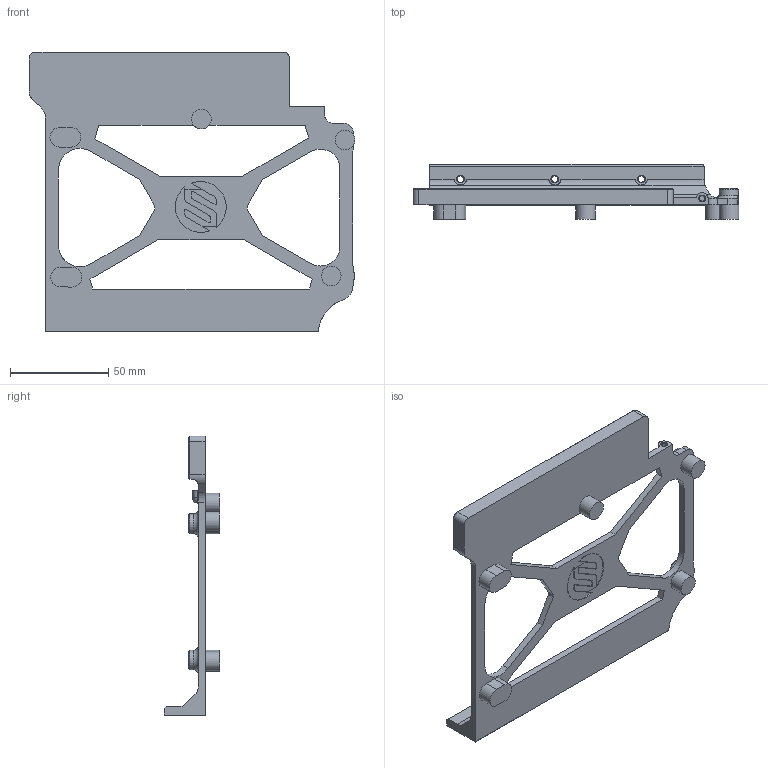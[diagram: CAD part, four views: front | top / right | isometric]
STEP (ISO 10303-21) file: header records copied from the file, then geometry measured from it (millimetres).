
FILE_DESCRIPTION(/* description */ (''),/* implementation_level */ '2;1');
FILE_NAME(/* name */ 'FYSETC Spider V3 Mount.step',/* time_stamp */ '2024-07-29T21:36:23Z',/* author */ (''),/* organization */ (''),/* preprocessor_version */ 'ST-DEVELOPER v20',/* originating_system */ 'Autodesk Translation Framework v13.14.0.145',/* authorisation */ '');
FILE_SCHEMA (('AUTOMOTIVE_DESIGN { 1 0 10303 214 3 1 1 }'));
Length unit declared in the file: millimetre
Products named in the file (1): (Unsaved)
Bounding box: 166.14 x 28.3 x 142.72 mm (x, y, z)
Volume: 78391.2 mm3; surface area: 39757.1 mm2
Topology: 6 solids, 6 shells, 483 faces, 1322 edges, 875 vertices
Faces by surface type: plane 200, bspline 197, cylinder 59, cone 21, torus 5, sphere 1
Full cylindrical faces by diameter (mm): 2.7 x1, 3.3 x3, 4.3 x4, 4.4 x2, 9.999 x4, 10 x3
Entity records: 17651 total; most frequent: CARTESIAN_POINT 6605, ORIENTED_EDGE 2636, DIRECTION 1631, EDGE_CURVE 1318, VERTEX_POINT 875, LINE 741, VECTOR 741, EDGE_LOOP 525
